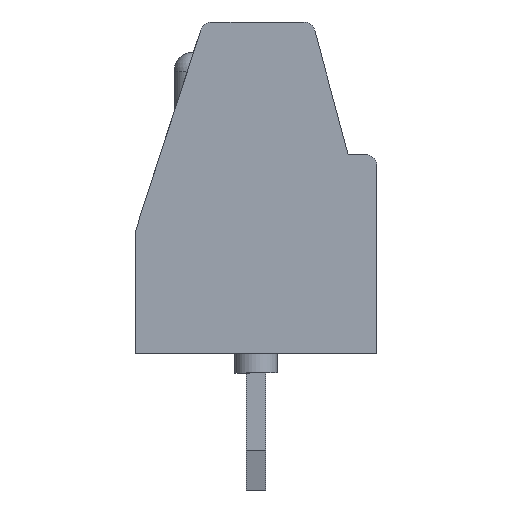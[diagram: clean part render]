
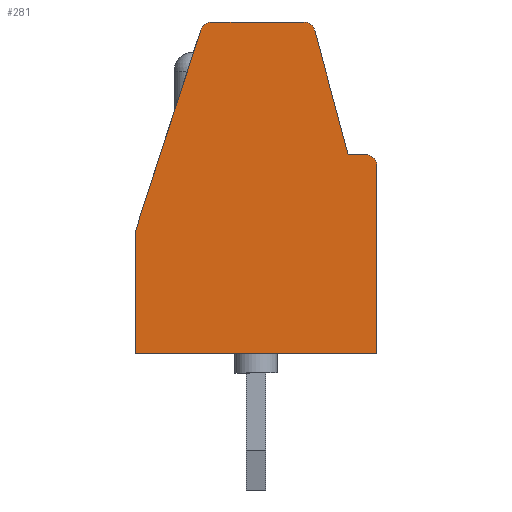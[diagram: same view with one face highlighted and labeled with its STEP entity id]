
A CAD part, left-side view. The second image highlights one B-rep face of the part: STEP entity #281.
In plain terms, the highlighted planar face has unit normal (-1, 0, 0).
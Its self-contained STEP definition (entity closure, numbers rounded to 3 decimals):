
#281 = ADVANCED_FACE('',(#282),#367,.F.);
#282 = FACE_BOUND('',#283,.T.);
#283 = EDGE_LOOP('',(#284,#294,#303,#311,#319,#328,#336,#345,#353,#361)
  );
#284 = ORIENTED_EDGE('',*,*,#285,.F.);
#285 = EDGE_CURVE('',#286,#288,#290,.T.);
#286 = VERTEX_POINT('',#287);
#287 = CARTESIAN_POINT('',(-1.5,-3.1,4.8));
#288 = VERTEX_POINT('',#289);
#289 = CARTESIAN_POINT('',(-1.5,-3.1,0.));
#290 = LINE('',#291,#292);
#291 = CARTESIAN_POINT('',(-1.5,-3.1,0.15));
#292 = VECTOR('',#293,1.);
#293 = DIRECTION('',(0.,0.,-1.));
#294 = ORIENTED_EDGE('',*,*,#295,.F.);
#295 = EDGE_CURVE('',#296,#286,#298,.T.);
#296 = VERTEX_POINT('',#297);
#297 = CARTESIAN_POINT('',(-1.5,-2.8,5.1));
#298 = CIRCLE('',#299,0.3);
#299 = AXIS2_PLACEMENT_3D('',#300,#301,#302);
#300 = CARTESIAN_POINT('',(-1.5,-2.8,4.8));
#301 = DIRECTION('',(1.,0.,-0.));
#302 = DIRECTION('',(0.,1.,0.));
#303 = ORIENTED_EDGE('',*,*,#304,.T.);
#304 = EDGE_CURVE('',#296,#305,#307,.T.);
#305 = VERTEX_POINT('',#306);
#306 = CARTESIAN_POINT('',(-1.5,-2.361,5.1));
#307 = LINE('',#308,#309);
#308 = CARTESIAN_POINT('',(-1.5,-2.8,5.1));
#309 = VECTOR('',#310,1.);
#310 = DIRECTION('',(0.,1.,0.));
#311 = ORIENTED_EDGE('',*,*,#312,.T.);
#312 = EDGE_CURVE('',#305,#313,#315,.T.);
#313 = VERTEX_POINT('',#314);
#314 = CARTESIAN_POINT('',(-1.5,-1.51,8.278));
#315 = LINE('',#316,#317);
#316 = CARTESIAN_POINT('',(-1.5,-2.361,5.1));
#317 = VECTOR('',#318,1.);
#318 = DIRECTION('',(0.,0.259,0.966));
#319 = ORIENTED_EDGE('',*,*,#320,.F.);
#320 = EDGE_CURVE('',#321,#313,#323,.T.);
#321 = VERTEX_POINT('',#322);
#322 = CARTESIAN_POINT('',(-1.5,-1.22,8.5));
#323 = CIRCLE('',#324,0.3);
#324 = AXIS2_PLACEMENT_3D('',#325,#326,#327);
#325 = CARTESIAN_POINT('',(-1.5,-1.22,8.2));
#326 = DIRECTION('',(1.,0.,-0.));
#327 = DIRECTION('',(0.,1.,0.));
#328 = ORIENTED_EDGE('',*,*,#329,.T.);
#329 = EDGE_CURVE('',#321,#330,#332,.T.);
#330 = VERTEX_POINT('',#331);
#331 = CARTESIAN_POINT('',(-1.5,1.132,8.5));
#332 = LINE('',#333,#334);
#333 = CARTESIAN_POINT('',(-1.5,-1.22,8.5));
#334 = VECTOR('',#335,1.);
#335 = DIRECTION('',(0.,1.,0.));
#336 = ORIENTED_EDGE('',*,*,#337,.F.);
#337 = EDGE_CURVE('',#338,#330,#340,.T.);
#338 = VERTEX_POINT('',#339);
#339 = CARTESIAN_POINT('',(-1.5,1.417,8.293));
#340 = CIRCLE('',#341,0.3);
#341 = AXIS2_PLACEMENT_3D('',#342,#343,#344);
#342 = CARTESIAN_POINT('',(-1.5,1.132,8.2));
#343 = DIRECTION('',(1.,0.,-0.));
#344 = DIRECTION('',(0.,1.,0.));
#345 = ORIENTED_EDGE('',*,*,#346,.T.);
#346 = EDGE_CURVE('',#338,#347,#349,.T.);
#347 = VERTEX_POINT('',#348);
#348 = CARTESIAN_POINT('',(-1.5,3.1,3.114));
#349 = LINE('',#350,#351);
#350 = CARTESIAN_POINT('',(-1.5,2.1,6.192));
#351 = VECTOR('',#352,1.);
#352 = DIRECTION('',(0.,0.309,-0.951));
#353 = ORIENTED_EDGE('',*,*,#354,.F.);
#354 = EDGE_CURVE('',#355,#347,#357,.T.);
#355 = VERTEX_POINT('',#356);
#356 = CARTESIAN_POINT('',(-1.5,3.1,0.));
#357 = LINE('',#358,#359);
#358 = CARTESIAN_POINT('',(-1.5,3.1,0.));
#359 = VECTOR('',#360,1.);
#360 = DIRECTION('',(0.,0.,1.));
#361 = ORIENTED_EDGE('',*,*,#362,.F.);
#362 = EDGE_CURVE('',#288,#355,#363,.T.);
#363 = LINE('',#364,#365);
#364 = CARTESIAN_POINT('',(-1.5,-53.147,0.));
#365 = VECTOR('',#366,1.);
#366 = DIRECTION('',(0.,1.,0.));
#367 = PLANE('',#368);
#368 = AXIS2_PLACEMENT_3D('',#369,#370,#371);
#369 = CARTESIAN_POINT('',(-1.5,21.223,-6.451));
#370 = DIRECTION('',(1.,0.,0.));
#371 = DIRECTION('',(0.,1.,0.));
